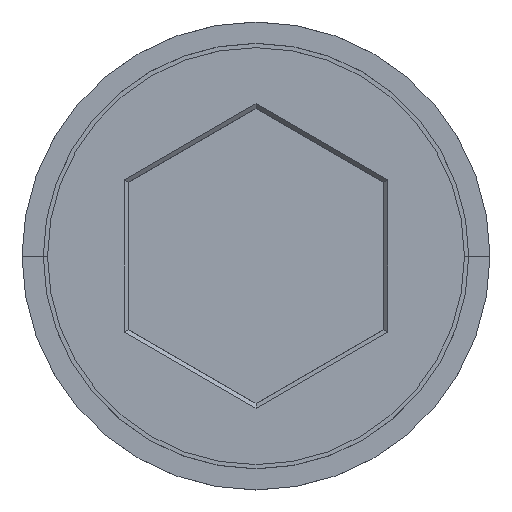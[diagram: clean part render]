
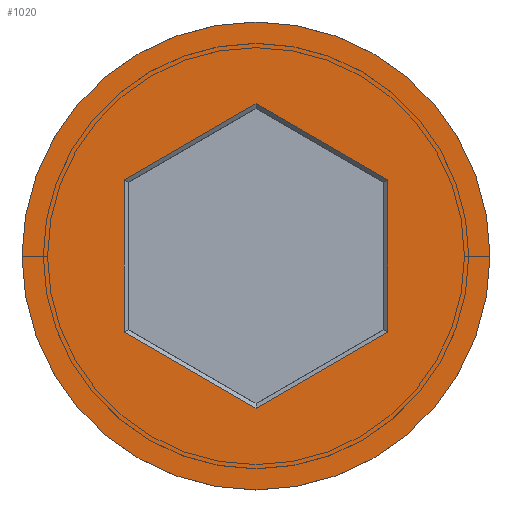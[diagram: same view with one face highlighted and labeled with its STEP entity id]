
A CAD part, top view. The second image highlights one B-rep face of the part: STEP entity #1020.
In plain terms, the highlighted planar face has unit normal (0, 0, 1).
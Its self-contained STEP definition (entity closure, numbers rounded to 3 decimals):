
#11 = DIRECTION ( 'NONE',  ( 0., 0., 1. ) ) ;
#36 = EDGE_CURVE ( 'NONE', #1580, #135, #1198, .T. ) ;
#45 = DIRECTION ( 'NONE',  ( 1., 0., 0. ) ) ;
#99 = CARTESIAN_POINT ( 'NONE',  ( -3.05, -1.819, 0. ) ) ;
#124 = VERTEX_POINT ( 'NONE', #1139 ) ;
#135 = VERTEX_POINT ( 'NONE', #1578 ) ;
#156 = CARTESIAN_POINT ( 'NONE',  ( 0., 0., 0. ) ) ;
#172 = CARTESIAN_POINT ( 'NONE',  ( 3.05, 1.819, 0. ) ) ;
#180 = LINE ( 'NONE', #808, #1289 ) ;
#194 = CARTESIAN_POINT ( 'NONE',  ( 0., -3.58, 0. ) ) ;
#204 = DIRECTION ( 'NONE',  ( -0.866, -0.5, 0. ) ) ;
#213 = EDGE_CURVE ( 'NONE', #135, #1398, #337, .T. ) ;
#264 = CARTESIAN_POINT ( 'NONE',  ( 5.5, 0., 0. ) ) ;
#306 = DIRECTION ( 'NONE',  ( 0., -1., 0. ) ) ;
#313 = VECTOR ( 'NONE', #343, 1000. ) ;
#322 = LINE ( 'NONE', #172, #1090 ) ;
#323 = PLANE ( 'NONE',  #749 ) ;
#337 = LINE ( 'NONE', #1420, #1434 ) ;
#343 = DIRECTION ( 'NONE',  ( 0., 1., 0. ) ) ;
#345 = AXIS2_PLACEMENT_3D ( 'NONE', #156, #1365, #481 ) ;
#346 = EDGE_CURVE ( 'NONE', #1583, #1580, #1590, .T. ) ;
#438 = CIRCLE ( 'NONE', #1415, 5.5 ) ;
#447 = DIRECTION ( 'NONE',  ( 0.866, 0.5, 0. ) ) ;
#448 = FACE_OUTER_BOUND ( 'NONE', #844, .T. ) ;
#481 = DIRECTION ( 'NONE',  ( 1., 0., 0. ) ) ;
#554 = VERTEX_POINT ( 'NONE', #688 ) ;
#555 = CARTESIAN_POINT ( 'NONE',  ( 0., 0., 0. ) ) ;
#609 = ORIENTED_EDGE ( 'NONE', *, *, #690, .T. ) ;
#641 = VECTOR ( 'NONE', #715, 1000. ) ;
#642 = EDGE_CURVE ( 'NONE', #793, #124, #1404, .T. ) ;
#661 = CARTESIAN_POINT ( 'NONE',  ( 0., 0., 0. ) ) ;
#688 = CARTESIAN_POINT ( 'NONE',  ( -5.5, 0., 0. ) ) ;
#689 = ORIENTED_EDGE ( 'NONE', *, *, #1366, .T. ) ;
#690 = EDGE_CURVE ( 'NONE', #1323, #554, #438, .T. ) ;
#694 = ORIENTED_EDGE ( 'NONE', *, *, #642, .T. ) ;
#714 = ORIENTED_EDGE ( 'NONE', *, *, #213, .T. ) ;
#715 = DIRECTION ( 'NONE',  ( -0.866, 0.5, 0. ) ) ;
#731 = ORIENTED_EDGE ( 'NONE', *, *, #1503, .T. ) ;
#749 = AXIS2_PLACEMENT_3D ( 'NONE', #555, #1043, #1051 ) ;
#786 = CARTESIAN_POINT ( 'NONE',  ( -3.1, -1.79, 0. ) ) ;
#793 = VERTEX_POINT ( 'NONE', #942 ) ;
#795 = DIRECTION ( 'NONE',  ( 0.866, -0.5, 0. ) ) ;
#808 = CARTESIAN_POINT ( 'NONE',  ( 0.05, -3.551, 0. ) ) ;
#844 = EDGE_LOOP ( 'NONE', ( #609, #689 ) ) ;
#942 = CARTESIAN_POINT ( 'NONE',  ( 3.1, 1.79, 0. ) ) ;
#1020 = ADVANCED_FACE ( 'NONE', ( #1395, #448 ), #323, .T. ) ;
#1043 = DIRECTION ( 'NONE',  ( 0., 0., 1. ) ) ;
#1051 = DIRECTION ( 'NONE',  ( 1., 0., 0. ) ) ;
#1058 = VECTOR ( 'NONE', #306, 1000. ) ;
#1064 = ORIENTED_EDGE ( 'NONE', *, *, #36, .T. ) ;
#1065 = CIRCLE ( 'NONE', #345, 5.5 ) ;
#1090 = VECTOR ( 'NONE', #795, 1000. ) ;
#1118 = CARTESIAN_POINT ( 'NONE',  ( 0., 3.58, 0. ) ) ;
#1139 = CARTESIAN_POINT ( 'NONE',  ( 3.1, -1.79, 0. ) ) ;
#1198 = LINE ( 'NONE', #1295, #313 ) ;
#1289 = VECTOR ( 'NONE', #204, 1000. ) ;
#1295 = CARTESIAN_POINT ( 'NONE',  ( -3.1, 1.732, 0. ) ) ;
#1297 = ORIENTED_EDGE ( 'NONE', *, *, #1488, .T. ) ;
#1323 = VERTEX_POINT ( 'NONE', #264 ) ;
#1328 = ORIENTED_EDGE ( 'NONE', *, *, #346, .T. ) ;
#1365 = DIRECTION ( 'NONE',  ( 0., 0., 1. ) ) ;
#1366 = EDGE_CURVE ( 'NONE', #554, #1323, #1065, .T. ) ;
#1381 = EDGE_LOOP ( 'NONE', ( #1064, #714, #1297, #694, #731, #1328 ) ) ;
#1395 = FACE_BOUND ( 'NONE', #1381, .T. ) ;
#1398 = VERTEX_POINT ( 'NONE', #1118 ) ;
#1404 = LINE ( 'NONE', #1524, #1058 ) ;
#1415 = AXIS2_PLACEMENT_3D ( 'NONE', #661, #11, #45 ) ;
#1420 = CARTESIAN_POINT ( 'NONE',  ( -0.05, 3.551, 0. ) ) ;
#1434 = VECTOR ( 'NONE', #447, 1000. ) ;
#1488 = EDGE_CURVE ( 'NONE', #1398, #793, #322, .T. ) ;
#1503 = EDGE_CURVE ( 'NONE', #124, #1583, #180, .T. ) ;
#1524 = CARTESIAN_POINT ( 'NONE',  ( 3.1, -1.732, 0. ) ) ;
#1578 = CARTESIAN_POINT ( 'NONE',  ( -3.1, 1.79, 0. ) ) ;
#1580 = VERTEX_POINT ( 'NONE', #786 ) ;
#1583 = VERTEX_POINT ( 'NONE', #194 ) ;
#1590 = LINE ( 'NONE', #99, #641 ) ;
